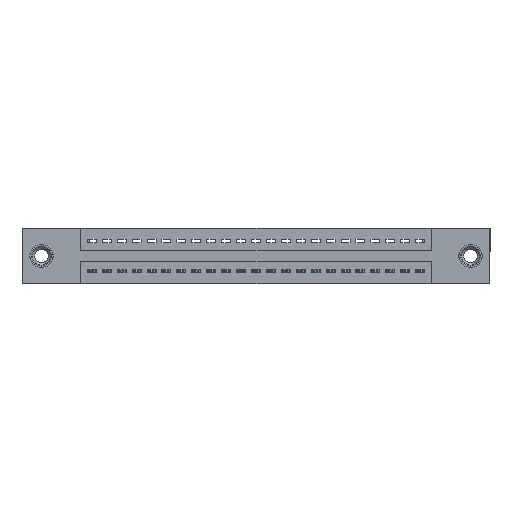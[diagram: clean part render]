
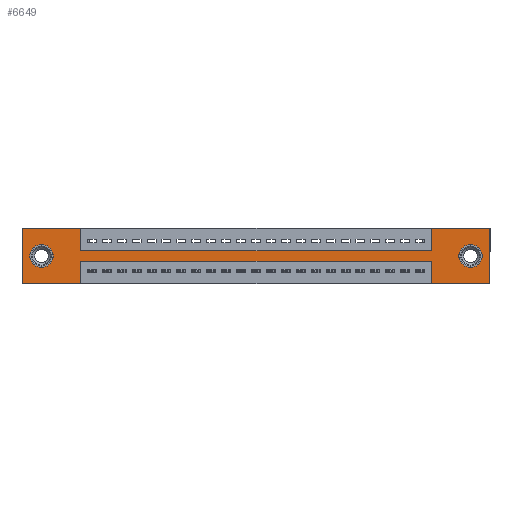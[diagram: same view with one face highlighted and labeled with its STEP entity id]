
A CAD part, front view. The second image highlights one B-rep face of the part: STEP entity #6649.
In plain terms, the highlighted planar face has unit normal (0, -1, 0).
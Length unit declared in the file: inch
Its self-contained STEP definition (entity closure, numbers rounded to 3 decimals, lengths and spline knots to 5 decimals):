
#28 = ORIENTED_EDGE ( 'NONE', *, *, #18185, .T. ) ;
#46 = EDGE_LOOP ( 'NONE', ( #28, #15546 ) ) ;
#132 = VECTOR ( 'NONE', #11584, 39.37008 ) ;
#177 = VERTEX_POINT ( 'NONE', #1296 ) ;
#406 = ORIENTED_EDGE ( 'NONE', *, *, #12914, .F. ) ;
#459 = DIRECTION ( 'NONE',  ( 0., 1., 0. ) ) ;
#480 = CIRCLE ( 'NONE', #14103, 0.078 ) ;
#776 = LINE ( 'NONE', #8889, #14065 ) ;
#862 = DIRECTION ( 'NONE',  ( -1., 0., 0. ) ) ;
#981 = CARTESIAN_POINT ( 'NONE',  ( 0.3925, 0., -0.37 ) ) ;
#1140 = LINE ( 'NONE', #14978, #20805 ) ;
#1296 = CARTESIAN_POINT ( 'NONE',  ( 0.3925, 0., -0.15 ) ) ;
#1486 = DIRECTION ( 'NONE',  ( 0., 0., -1. ) ) ;
#1499 = LINE ( 'NONE', #5733, #8671 ) ;
#1684 = VERTEX_POINT ( 'NONE', #17721 ) ;
#1732 = LINE ( 'NONE', #1991, #132 ) ;
#1840 = EDGE_CURVE ( 'NONE', #9519, #4611, #6746, .T. ) ;
#1914 = DIRECTION ( 'NONE',  ( 0., 0., -1. ) ) ;
#1991 = CARTESIAN_POINT ( 'NONE',  ( 0., 0., -0.37 ) ) ;
#2025 = ORIENTED_EDGE ( 'NONE', *, *, #14203, .F. ) ;
#2127 = EDGE_CURVE ( 'NONE', #15351, #6912, #21371, .T. ) ;
#2208 = EDGE_CURVE ( 'NONE', #5170, #21650, #11745, .T. ) ;
#2217 = CARTESIAN_POINT ( 'NONE',  ( 2.7425, 0., -0.22 ) ) ;
#2682 = CARTESIAN_POINT ( 'NONE',  ( 3.005, 0., -0.107 ) ) ;
#3127 = DIRECTION ( 'NONE',  ( 0., -1., 0. ) ) ;
#3211 = VERTEX_POINT ( 'NONE', #2217 ) ;
#3235 = VERTEX_POINT ( 'NONE', #17451 ) ;
#3394 = CARTESIAN_POINT ( 'NONE',  ( 0.3925, 0., -0.22 ) ) ;
#3423 = LINE ( 'NONE', #15518, #19964 ) ;
#3439 = CARTESIAN_POINT ( 'NONE',  ( 2.7425, 0., 0. ) ) ;
#3455 = VERTEX_POINT ( 'NONE', #15055 ) ;
#3650 = DIRECTION ( 'NONE',  ( 0., 0., -1. ) ) ;
#3830 = LINE ( 'NONE', #6314, #14774 ) ;
#3919 = EDGE_CURVE ( 'NONE', #4611, #3235, #21284, .T. ) ;
#3998 = DIRECTION ( 'NONE',  ( 0., 1., 0. ) ) ;
#4086 = DIRECTION ( 'NONE',  ( 1., 0., 0. ) ) ;
#4171 = DIRECTION ( 'NONE',  ( 0., 0., 1. ) ) ;
#4611 = VERTEX_POINT ( 'NONE', #13554 ) ;
#4888 = VECTOR ( 'NONE', #862, 39.37008 ) ;
#5025 = ORIENTED_EDGE ( 'NONE', *, *, #8803, .T. ) ;
#5151 = DIRECTION ( 'NONE',  ( 0., 0., 1. ) ) ;
#5170 = VERTEX_POINT ( 'NONE', #6784 ) ;
#5180 = CARTESIAN_POINT ( 'NONE',  ( 3.135, 0., -0.37 ) ) ;
#5274 = EDGE_CURVE ( 'NONE', #6912, #5170, #1140, .T. ) ;
#5307 = ORIENTED_EDGE ( 'NONE', *, *, #10593, .F. ) ;
#5399 = VECTOR ( 'NONE', #3650, 39.37008 ) ;
#5733 = CARTESIAN_POINT ( 'NONE',  ( 0.3925, 0., 0. ) ) ;
#5944 = ORIENTED_EDGE ( 'NONE', *, *, #2208, .F. ) ;
#6314 = CARTESIAN_POINT ( 'NONE',  ( 0.3925, 0., -0.22 ) ) ;
#6472 = EDGE_LOOP ( 'NONE', ( #21988, #5307, #406, #17732, #5944, #13685, #13715, #7417, #2025, #9833, #15317, #8844 ) ) ;
#6549 = CARTESIAN_POINT ( 'NONE',  ( 2.7425, 0., -0.37 ) ) ;
#6649 = ADVANCED_FACE ( 'NONE', ( #18462, #8511, #6687 ), #12342, .T. ) ;
#6687 = FACE_OUTER_BOUND ( 'NONE', #6472, .T. ) ;
#6719 = ORIENTED_EDGE ( 'NONE', *, *, #12552, .T. ) ;
#6746 = LINE ( 'NONE', #11041, #4888 ) ;
#6784 = CARTESIAN_POINT ( 'NONE',  ( 3.135, 0., 0. ) ) ;
#6912 = VERTEX_POINT ( 'NONE', #16326 ) ;
#7057 = DIRECTION ( 'NONE',  ( 0., 1., 0. ) ) ;
#7160 = CARTESIAN_POINT ( 'NONE',  ( 3.135, 0., 0. ) ) ;
#7417 = ORIENTED_EDGE ( 'NONE', *, *, #7474, .F. ) ;
#7474 = EDGE_CURVE ( 'NONE', #177, #15351, #3423, .T. ) ;
#7513 = AXIS2_PLACEMENT_3D ( 'NONE', #10709, #3127, #1486 ) ;
#7765 = EDGE_CURVE ( 'NONE', #3235, #13131, #8206, .T. ) ;
#8161 = AXIS2_PLACEMENT_3D ( 'NONE', #8917, #459, #15783 ) ;
#8206 = LINE ( 'NONE', #21203, #16760 ) ;
#8441 = DIRECTION ( 'NONE',  ( -1., 0., 0. ) ) ;
#8511 = FACE_BOUND ( 'NONE', #21761, .T. ) ;
#8671 = VECTOR ( 'NONE', #14349, 39.37008 ) ;
#8684 = AXIS2_PLACEMENT_3D ( 'NONE', #13945, #3998, #17346 ) ;
#8803 = EDGE_CURVE ( 'NONE', #3455, #15756, #9750, .T. ) ;
#8844 = ORIENTED_EDGE ( 'NONE', *, *, #1840, .F. ) ;
#8889 = CARTESIAN_POINT ( 'NONE',  ( 2.7425, 0., -0.37 ) ) ;
#8917 = CARTESIAN_POINT ( 'NONE',  ( 3.005, 0., -0.185 ) ) ;
#9519 = VERTEX_POINT ( 'NONE', #981 ) ;
#9750 = CIRCLE ( 'NONE', #8684, 0.078 ) ;
#9833 = ORIENTED_EDGE ( 'NONE', *, *, #7765, .F. ) ;
#9928 = CARTESIAN_POINT ( 'NONE',  ( 0.3925, 0., 0. ) ) ;
#10228 = EDGE_CURVE ( 'NONE', #21650, #13075, #1732, .T. ) ;
#10593 = EDGE_CURVE ( 'NONE', #3211, #19416, #3830, .T. ) ;
#10709 = CARTESIAN_POINT ( 'NONE',  ( 0., 0., -0.37 ) ) ;
#11041 = CARTESIAN_POINT ( 'NONE',  ( 0., 0., -0.37 ) ) ;
#11584 = DIRECTION ( 'NONE',  ( -1., 0., 0. ) ) ;
#11745 = LINE ( 'NONE', #7160, #5399 ) ;
#12342 = PLANE ( 'NONE',  #7513 ) ;
#12552 = EDGE_CURVE ( 'NONE', #15756, #3455, #18424, .T. ) ;
#12914 = EDGE_CURVE ( 'NONE', #13075, #3211, #776, .T. ) ;
#13075 = VERTEX_POINT ( 'NONE', #6549 ) ;
#13131 = VERTEX_POINT ( 'NONE', #9928 ) ;
#13550 = EDGE_CURVE ( 'NONE', #1684, #18159, #480, .T. ) ;
#13554 = CARTESIAN_POINT ( 'NONE',  ( 0., 0., -0.37 ) ) ;
#13556 = CARTESIAN_POINT ( 'NONE',  ( 2.7425, 0., -0.15 ) ) ;
#13685 = ORIENTED_EDGE ( 'NONE', *, *, #5274, .F. ) ;
#13715 = ORIENTED_EDGE ( 'NONE', *, *, #2127, .F. ) ;
#13945 = CARTESIAN_POINT ( 'NONE',  ( 0.13, 0., -0.185 ) ) ;
#14065 = VECTOR ( 'NONE', #19378, 39.37008 ) ;
#14103 = AXIS2_PLACEMENT_3D ( 'NONE', #15616, #7057, #1914 ) ;
#14203 = EDGE_CURVE ( 'NONE', #13131, #177, #1499, .T. ) ;
#14280 = CIRCLE ( 'NONE', #8161, 0.078 ) ;
#14349 = DIRECTION ( 'NONE',  ( 0., 0., -1. ) ) ;
#14774 = VECTOR ( 'NONE', #8441, 39.37008 ) ;
#14978 = CARTESIAN_POINT ( 'NONE',  ( 0., 0., 0. ) ) ;
#15055 = CARTESIAN_POINT ( 'NONE',  ( 0.13, 0., -0.263 ) ) ;
#15317 = ORIENTED_EDGE ( 'NONE', *, *, #3919, .F. ) ;
#15351 = VERTEX_POINT ( 'NONE', #13556 ) ;
#15518 = CARTESIAN_POINT ( 'NONE',  ( 0.3925, 0., -0.15 ) ) ;
#15541 = CARTESIAN_POINT ( 'NONE',  ( 0.3925, 0., -0.37 ) ) ;
#15546 = ORIENTED_EDGE ( 'NONE', *, *, #13550, .T. ) ;
#15616 = CARTESIAN_POINT ( 'NONE',  ( 3.005, 0., -0.185 ) ) ;
#15756 = VERTEX_POINT ( 'NONE', #21440 ) ;
#15783 = DIRECTION ( 'NONE',  ( 0., 0., -1. ) ) ;
#16326 = CARTESIAN_POINT ( 'NONE',  ( 2.7425, 0., 0. ) ) ;
#16760 = VECTOR ( 'NONE', #4086, 39.37008 ) ;
#17346 = DIRECTION ( 'NONE',  ( 0., 0., 1. ) ) ;
#17451 = CARTESIAN_POINT ( 'NONE',  ( 0., 0., 0. ) ) ;
#17504 = DIRECTION ( 'NONE',  ( 1., 0., 0. ) ) ;
#17721 = CARTESIAN_POINT ( 'NONE',  ( 3.005, 0., -0.263 ) ) ;
#17732 = ORIENTED_EDGE ( 'NONE', *, *, #10228, .F. ) ;
#17770 = CARTESIAN_POINT ( 'NONE',  ( 0., 0., 0. ) ) ;
#17965 = VECTOR ( 'NONE', #5151, 39.37008 ) ;
#18151 = DIRECTION ( 'NONE',  ( 0., 1., 0. ) ) ;
#18159 = VERTEX_POINT ( 'NONE', #2682 ) ;
#18185 = EDGE_CURVE ( 'NONE', #18159, #1684, #14280, .T. ) ;
#18424 = CIRCLE ( 'NONE', #21084, 0.078 ) ;
#18438 = DIRECTION ( 'NONE',  ( 1., 0., 0. ) ) ;
#18462 = FACE_BOUND ( 'NONE', #46, .T. ) ;
#19235 = DIRECTION ( 'NONE',  ( 0., 0., -1. ) ) ;
#19378 = DIRECTION ( 'NONE',  ( 0., 0., 1. ) ) ;
#19416 = VERTEX_POINT ( 'NONE', #3394 ) ;
#19538 = CARTESIAN_POINT ( 'NONE',  ( 0.13, 0., -0.185 ) ) ;
#19747 = VECTOR ( 'NONE', #19235, 39.37008 ) ;
#19819 = DIRECTION ( 'NONE',  ( 0., 0., 1. ) ) ;
#19964 = VECTOR ( 'NONE', #17504, 39.37008 ) ;
#19992 = VECTOR ( 'NONE', #4171, 39.37008 ) ;
#20805 = VECTOR ( 'NONE', #18438, 39.37008 ) ;
#21084 = AXIS2_PLACEMENT_3D ( 'NONE', #19538, #18151, #19819 ) ;
#21132 = EDGE_CURVE ( 'NONE', #19416, #9519, #21308, .T. ) ;
#21203 = CARTESIAN_POINT ( 'NONE',  ( 0., 0., 0. ) ) ;
#21284 = LINE ( 'NONE', #17770, #19992 ) ;
#21308 = LINE ( 'NONE', #15541, #19747 ) ;
#21371 = LINE ( 'NONE', #3439, #17965 ) ;
#21440 = CARTESIAN_POINT ( 'NONE',  ( 0.13, 0., -0.107 ) ) ;
#21650 = VERTEX_POINT ( 'NONE', #5180 ) ;
#21761 = EDGE_LOOP ( 'NONE', ( #6719, #5025 ) ) ;
#21988 = ORIENTED_EDGE ( 'NONE', *, *, #21132, .F. ) ;
